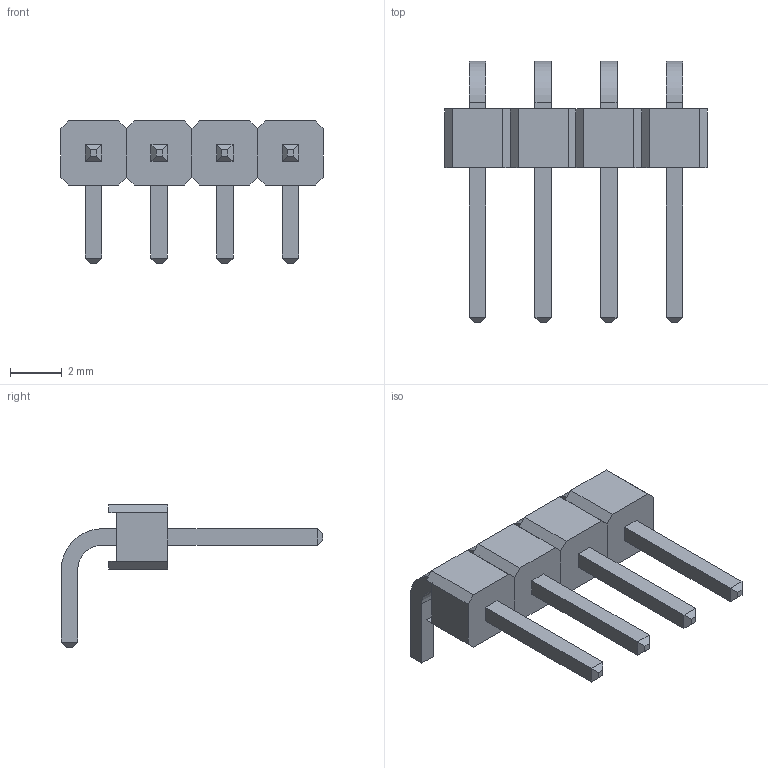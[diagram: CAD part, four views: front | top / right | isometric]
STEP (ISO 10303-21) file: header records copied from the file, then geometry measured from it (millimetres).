
FILE_DESCRIPTION(('FreeCAD Model'),'2;1');
FILE_NAME('CONN_N.step','2016-03-24T17:59:30',('Author'),( ''),'Open CASCADE STEP processor 6.8','FreeCAD','Unknown');
FILE_SCHEMA(('AUTOMOTIVE_DESIGN_CC2 { 1 2 10303 214 -1 1 5 4 }'));
Length unit declared in the file: millimetre
Products named in the file (2): ASSEMBLY; CONN_N
Assembly tree (1 placements, depth 2):
  ASSEMBLY
    CONN_N
Bounding box: 10.16 x 10.13 x 5.51 mm (x, y, z)
Volume: 69.1 mm3; surface area: 229.2 mm2
Topology: 1 solids, 1 shells, 138 faces, 318 edges, 190 vertices
Faces by surface type: plane 130, cylinder 8
Entity records: 9603 total; most frequent: CARTESIAN_POINT 2064, DIRECTION 1216, LINE 890, VECTOR 890, ORIENTED_EDGE 648, PCURVE 636, DEFINITIONAL_REPRESENTATION 636, EDGE_CURVE 318
